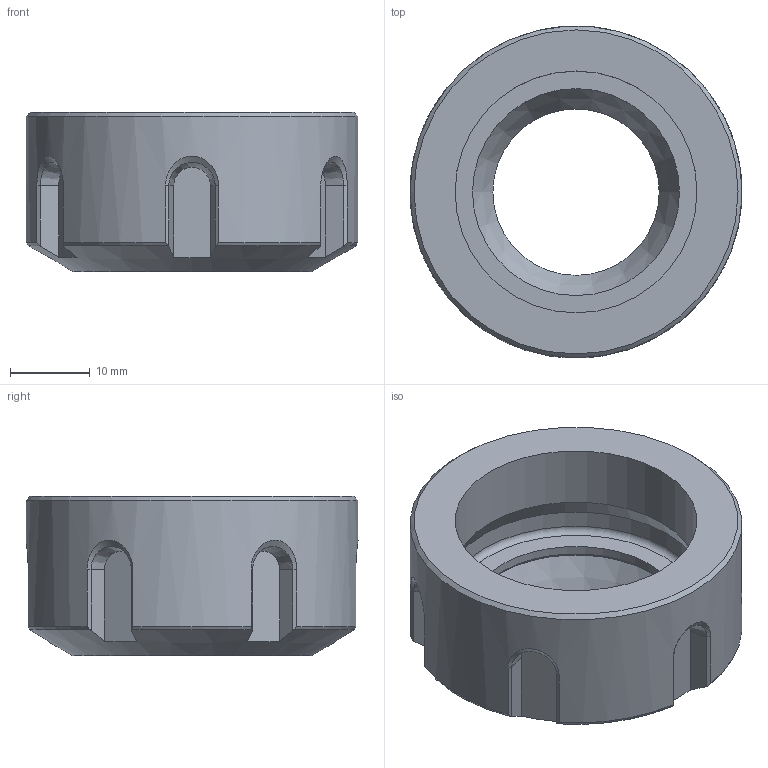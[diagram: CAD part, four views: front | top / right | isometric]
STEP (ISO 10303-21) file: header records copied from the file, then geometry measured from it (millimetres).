
FILE_DESCRIPTION(/* description */ (''),/* implementation_level */ '2;1');
FILE_NAME(/* name */ '342502000.stp',/* time_stamp */ '2021-01-08T12:46:52',/* author */ ('LRA'),/* organization */ ('REGO-FIX'),/* preprocessor_version */ ' Unknown',/* originating_system */ 'SIEMENS PLM Software Solid Edge ST10',/* authorization */ 'Unknown');
FILE_SCHEMA (('AUTOMOTIVE_DESIGN { 1 0 10303 214 2 1 1}'));
Length unit declared in the file: millimetre
Products named in the file (1): NOCUT
Bounding box: 41.69 x 41.7 x 20 mm (x, y, z)
Volume: 12145.1 mm3; surface area: 6274.1 mm2
Topology: 1 solids, 1 shells, 63 faces, 159 edges, 100 vertices
Faces by surface type: plane 34, cone 22, cylinder 5, torus 2
Full cylindrical faces by diameter (mm): 20.9 x1, 26 x1, 30.376 x1, 32.5 x1, 41.7 x1
Entity records: 2355 total; most frequent: CARTESIAN_POINT 377, DIRECTION 342, ORIENTED_EDGE 292, EDGE_CURVE 146, AXIS2_PLACEMENT_3D 141, VERTEX_POINT 98, EDGE_LOOP 78, FACE_BOUND 78
